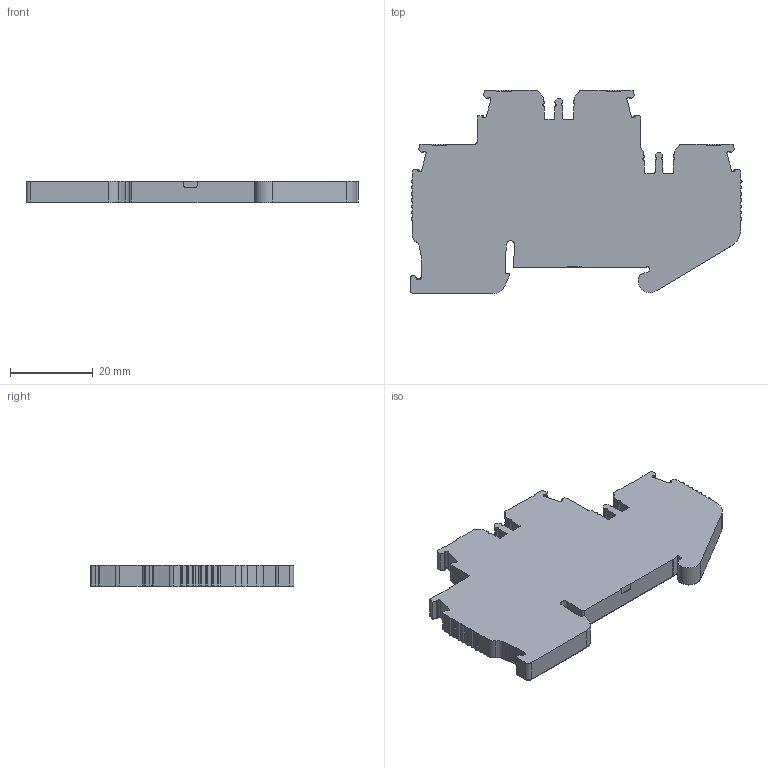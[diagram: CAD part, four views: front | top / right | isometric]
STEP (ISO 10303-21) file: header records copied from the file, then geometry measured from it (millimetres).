
FILE_DESCRIPTION (( 'STEP AP203' ), '1' );
FILE_NAME ('KN-PD25DB2.step', '2025-04-29T14:22:48', ( '' ), ( '' ), 'SwSTEP 2.0', 'SolidWorks 2024', '' );
FILE_SCHEMA (( 'CONFIG_CONTROL_DESIGN' ));
Length unit declared in the file: millimetre
Products named in the file (1): KN-PD25DB2
Bounding box: 80.09 x 49.09 x 5.15 mm (x, y, z)
Volume: 14572.1 mm3; surface area: 7505.7 mm2
Topology: 1 solids, 1 shells, 977 faces, 2864 edges, 1890 vertices
Faces by surface type: plane 472, cylinder 438, bspline 51, torus 8, cone 8
Entity records: 33388 total; most frequent: CARTESIAN_POINT 7157, ORIENTED_EDGE 5696, DIRECTION 5422, EDGE_CURVE 2848, VERTEX_POINT 1890, AXIS2_PLACEMENT_3D 1818, LINE 1786, VECTOR 1786
